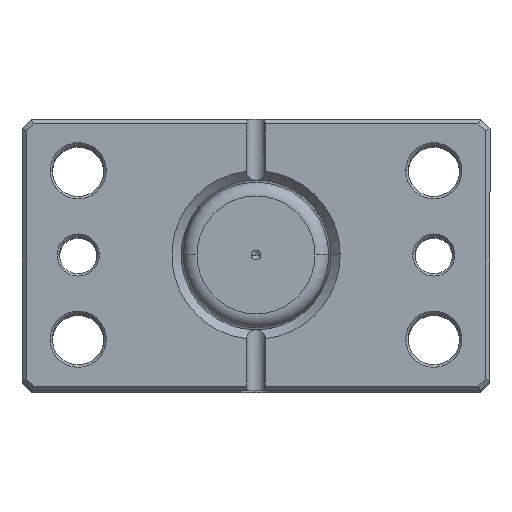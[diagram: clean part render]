
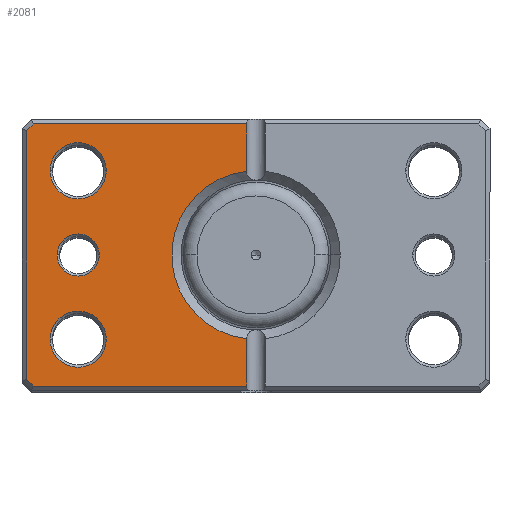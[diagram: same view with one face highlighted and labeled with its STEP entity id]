
A CAD part, top view. The second image highlights one B-rep face of the part: STEP entity #2081.
In plain terms, the highlighted face is planar.
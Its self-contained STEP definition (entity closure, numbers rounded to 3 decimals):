
#81 = DIRECTION ( 'NONE',  ( 1., 0., 0. ) ) ;
#82 = DIRECTION ( 'NONE',  ( 0., 0., 1. ) ) ;
#177 = ORIENTED_EDGE ( 'NONE', *, *, #4637, .T. ) ;
#193 = DIRECTION ( 'NONE',  ( 0., 0., 1. ) ) ;
#222 = CARTESIAN_POINT ( 'NONE',  ( 42.5, 0., 0. ) ) ;
#223 = DIRECTION ( 'NONE',  ( 1., 0., 0. ) ) ;
#282 = CARTESIAN_POINT ( 'NONE',  ( 38., 18., 0. ) ) ;
#292 = FACE_OUTER_BOUND ( 'NONE', #969, .T. ) ;
#522 = CARTESIAN_POINT ( 'NONE',  ( 38., 0., 0. ) ) ;
#575 = AXIS2_PLACEMENT_3D ( 'NONE', #1174, #4940, #1712 ) ;
#601 = DIRECTION ( 'NONE',  ( -0.707, -0.707, 0. ) ) ;
#650 = DIRECTION ( 'NONE',  ( 1., 0., 0. ) ) ;
#662 = CARTESIAN_POINT ( 'NONE',  ( 2., -28., 0. ) ) ;
#686 = CARTESIAN_POINT ( 'NONE',  ( 49., 0., 0. ) ) ;
#715 = CARTESIAN_POINT ( 'NONE',  ( 0., 0., 0. ) ) ;
#802 = EDGE_LOOP ( 'NONE', ( #3950, #5922 ) ) ;
#825 = DIRECTION ( 'NONE',  ( 1., 0., 0. ) ) ;
#866 = VECTOR ( 'NONE', #650, 1000. ) ;
#942 = VERTEX_POINT ( 'NONE', #6558 ) ;
#950 = CARTESIAN_POINT ( 'NONE',  ( 32., 18., 0. ) ) ;
#969 = EDGE_LOOP ( 'NONE', ( #4376, #6436, #1478, #4074, #4434, #2931, #4792, #1258 ) ) ;
#1070 = DIRECTION ( 'NONE',  ( 1., 0., 0. ) ) ;
#1084 = CARTESIAN_POINT ( 'NONE',  ( 38., -18., 0. ) ) ;
#1174 = CARTESIAN_POINT ( 'NONE',  ( 38., -18., 0. ) ) ;
#1198 = CARTESIAN_POINT ( 'NONE',  ( 2., -17.889, 0. ) ) ;
#1224 = VECTOR ( 'NONE', #1779, 1000. ) ;
#1258 = ORIENTED_EDGE ( 'NONE', *, *, #6254, .T. ) ;
#1270 = VERTEX_POINT ( 'NONE', #4219 ) ;
#1286 = VECTOR ( 'NONE', #5466, 1000. ) ;
#1333 = EDGE_CURVE ( 'NONE', #2138, #3773, #1525, .T. ) ;
#1448 = LINE ( 'NONE', #4366, #2889 ) ;
#1461 = EDGE_LOOP ( 'NONE', ( #177, #5696 ) ) ;
#1478 = ORIENTED_EDGE ( 'NONE', *, *, #3687, .T. ) ;
#1516 = CIRCLE ( 'NONE', #1845, 6. ) ;
#1525 = CIRCLE ( 'NONE', #3628, 18. ) ;
#1614 = DIRECTION ( 'NONE',  ( 1., 0., 0. ) ) ;
#1631 = ORIENTED_EDGE ( 'NONE', *, *, #6793, .T. ) ;
#1712 = DIRECTION ( 'NONE',  ( 1., 0., 0. ) ) ;
#1714 = FACE_BOUND ( 'NONE', #4686, .T. ) ;
#1743 = VERTEX_POINT ( 'NONE', #4951 ) ;
#1752 = DIRECTION ( 'NONE',  ( 0., -1., 0. ) ) ;
#1779 = DIRECTION ( 'NONE',  ( 0., 1., 0. ) ) ;
#1845 = AXIS2_PLACEMENT_3D ( 'NONE', #1084, #4837, #1614 ) ;
#1875 = FACE_BOUND ( 'NONE', #802, .T. ) ;
#2052 = CARTESIAN_POINT ( 'NONE',  ( 38., 18., 0. ) ) ;
#2081 = ADVANCED_FACE ( 'NONE', ( #3497, #1714, #1875, #292 ), #2739, .F. ) ;
#2105 = EDGE_CURVE ( 'NONE', #1743, #6435, #5821, .T. ) ;
#2138 = VERTEX_POINT ( 'NONE', #1198 ) ;
#2277 = CIRCLE ( 'NONE', #2471, 6. ) ;
#2351 = EDGE_CURVE ( 'NONE', #3252, #6769, #6815, .T. ) ;
#2397 = CARTESIAN_POINT ( 'NONE',  ( 32., -18., 0. ) ) ;
#2416 = VERTEX_POINT ( 'NONE', #222 ) ;
#2453 = VERTEX_POINT ( 'NONE', #6127 ) ;
#2465 = LINE ( 'NONE', #5018, #1224 ) ;
#2467 = LINE ( 'NONE', #3545, #5327 ) ;
#2471 = AXIS2_PLACEMENT_3D ( 'NONE', #2052, #5811, #2586 ) ;
#2536 = VECTOR ( 'NONE', #1752, 1000. ) ;
#2586 = DIRECTION ( 'NONE',  ( 1., 0., 0. ) ) ;
#2739 = PLANE ( 'NONE',  #6809 ) ;
#2751 = VERTEX_POINT ( 'NONE', #662 ) ;
#2889 = VECTOR ( 'NONE', #601, 1000. ) ;
#2931 = ORIENTED_EDGE ( 'NONE', *, *, #2351, .T. ) ;
#3154 = EDGE_CURVE ( 'NONE', #2453, #5457, #2277, .T. ) ;
#3252 = VERTEX_POINT ( 'NONE', #5927 ) ;
#3259 = EDGE_CURVE ( 'NONE', #2416, #4825, #6644, .T. ) ;
#3274 = DIRECTION ( 'NONE',  ( 0., 0., 1. ) ) ;
#3497 = FACE_BOUND ( 'NONE', #1461, .T. ) ;
#3545 = CARTESIAN_POINT ( 'NONE',  ( 2., 29., 0. ) ) ;
#3561 = VERTEX_POINT ( 'NONE', #5043 ) ;
#3628 = AXIS2_PLACEMENT_3D ( 'NONE', #715, #193, #223 ) ;
#3687 = EDGE_CURVE ( 'NONE', #3773, #942, #2467, .T. ) ;
#3773 = VERTEX_POINT ( 'NONE', #4662 ) ;
#3835 = DIRECTION ( 'NONE',  ( 1., 0., 0. ) ) ;
#3861 = CARTESIAN_POINT ( 'NONE',  ( 37.793, 37.793, 0. ) ) ;
#3950 = ORIENTED_EDGE ( 'NONE', *, *, #5345, .T. ) ;
#4046 = DIRECTION ( 'NONE',  ( 0., 0., 1. ) ) ;
#4074 = ORIENTED_EDGE ( 'NONE', *, *, #6089, .T. ) ;
#4106 = AXIS2_PLACEMENT_3D ( 'NONE', #282, #4046, #825 ) ;
#4142 = LINE ( 'NONE', #4535, #1286 ) ;
#4219 = CARTESIAN_POINT ( 'NONE',  ( 47.586, -28., 0. ) ) ;
#4291 = DIRECTION ( 'NONE',  ( 0., 0., 1. ) ) ;
#4366 = CARTESIAN_POINT ( 'NONE',  ( 37.793, -37.793, 0. ) ) ;
#4376 = ORIENTED_EDGE ( 'NONE', *, *, #5196, .T. ) ;
#4401 = DIRECTION ( 'NONE',  ( 0.707, -0.707, 0. ) ) ;
#4404 = CARTESIAN_POINT ( 'NONE',  ( 0., 28., 0. ) ) ;
#4434 = ORIENTED_EDGE ( 'NONE', *, *, #6925, .T. ) ;
#4535 = CARTESIAN_POINT ( 'NONE',  ( 0., -28., 0. ) ) ;
#4615 = DIRECTION ( 'NONE',  ( 0., 1., 0. ) ) ;
#4626 = LINE ( 'NONE', #3861, #5887 ) ;
#4637 = EDGE_CURVE ( 'NONE', #4825, #2416, #6390, .T. ) ;
#4662 = CARTESIAN_POINT ( 'NONE',  ( 2., 17.889, 0. ) ) ;
#4686 = EDGE_LOOP ( 'NONE', ( #1631, #6484 ) ) ;
#4737 = EDGE_CURVE ( 'NONE', #6769, #1270, #1448, .T. ) ;
#4786 = CARTESIAN_POINT ( 'NONE',  ( 49., -26.586, 0. ) ) ;
#4792 = ORIENTED_EDGE ( 'NONE', *, *, #4737, .T. ) ;
#4825 = VERTEX_POINT ( 'NONE', #6179 ) ;
#4837 = DIRECTION ( 'NONE',  ( 0., 0., 1. ) ) ;
#4940 = DIRECTION ( 'NONE',  ( 0., 0., 1. ) ) ;
#4951 = CARTESIAN_POINT ( 'NONE',  ( 44., -18., 0. ) ) ;
#5018 = CARTESIAN_POINT ( 'NONE',  ( 2., 29., 0. ) ) ;
#5043 = CARTESIAN_POINT ( 'NONE',  ( 47.586, 28., 0. ) ) ;
#5153 = LINE ( 'NONE', #4404, #866 ) ;
#5196 = EDGE_CURVE ( 'NONE', #2751, #2138, #2465, .T. ) ;
#5327 = VECTOR ( 'NONE', #4615, 1000. ) ;
#5345 = EDGE_CURVE ( 'NONE', #5457, #2453, #5910, .T. ) ;
#5457 = VERTEX_POINT ( 'NONE', #950 ) ;
#5466 = DIRECTION ( 'NONE',  ( -1., 0., 0. ) ) ;
#5696 = ORIENTED_EDGE ( 'NONE', *, *, #3259, .T. ) ;
#5811 = DIRECTION ( 'NONE',  ( 0., 0., 1. ) ) ;
#5821 = CIRCLE ( 'NONE', #575, 6. ) ;
#5887 = VECTOR ( 'NONE', #4401, 1000. ) ;
#5910 = CIRCLE ( 'NONE', #4106, 6. ) ;
#5922 = ORIENTED_EDGE ( 'NONE', *, *, #3154, .T. ) ;
#5927 = CARTESIAN_POINT ( 'NONE',  ( 49., 26.586, 0. ) ) ;
#6089 = EDGE_CURVE ( 'NONE', #942, #3561, #5153, .T. ) ;
#6093 = AXIS2_PLACEMENT_3D ( 'NONE', #6494, #3274, #81 ) ;
#6127 = CARTESIAN_POINT ( 'NONE',  ( 44., 18., 0. ) ) ;
#6179 = CARTESIAN_POINT ( 'NONE',  ( 33.5, 0., 0. ) ) ;
#6254 = EDGE_CURVE ( 'NONE', #1270, #2751, #4142, .T. ) ;
#6390 = CIRCLE ( 'NONE', #6685, 4.5 ) ;
#6435 = VERTEX_POINT ( 'NONE', #2397 ) ;
#6436 = ORIENTED_EDGE ( 'NONE', *, *, #1333, .T. ) ;
#6484 = ORIENTED_EDGE ( 'NONE', *, *, #2105, .T. ) ;
#6494 = CARTESIAN_POINT ( 'NONE',  ( 38., 0., 0. ) ) ;
#6496 = CARTESIAN_POINT ( 'NONE',  ( 0., 0., 0. ) ) ;
#6558 = CARTESIAN_POINT ( 'NONE',  ( 2., 28., 0. ) ) ;
#6644 = CIRCLE ( 'NONE', #6093, 4.5 ) ;
#6685 = AXIS2_PLACEMENT_3D ( 'NONE', #522, #4291, #1070 ) ;
#6769 = VERTEX_POINT ( 'NONE', #4786 ) ;
#6793 = EDGE_CURVE ( 'NONE', #6435, #1743, #1516, .T. ) ;
#6809 = AXIS2_PLACEMENT_3D ( 'NONE', #6496, #82, #3835 ) ;
#6815 = LINE ( 'NONE', #686, #2536 ) ;
#6925 = EDGE_CURVE ( 'NONE', #3561, #3252, #4626, .T. ) ;
